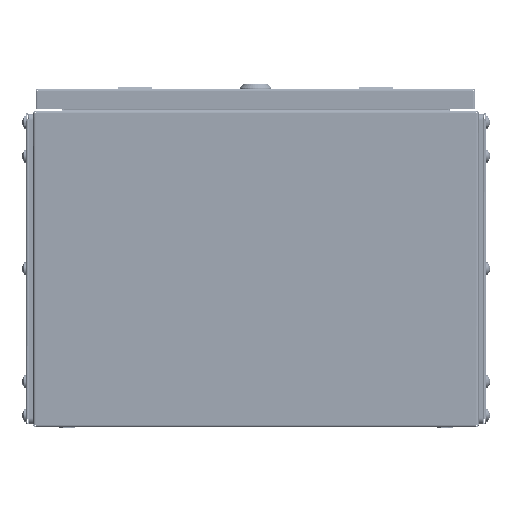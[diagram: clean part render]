
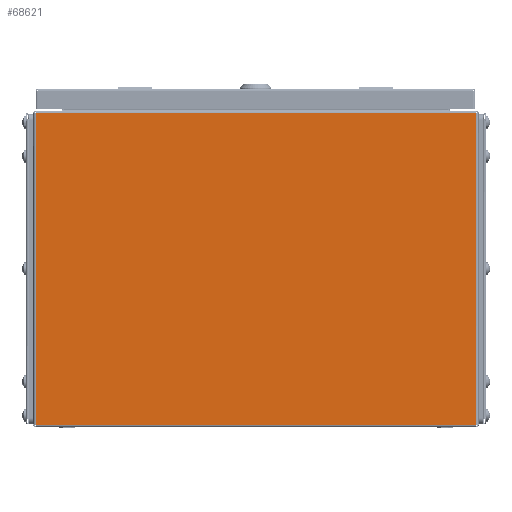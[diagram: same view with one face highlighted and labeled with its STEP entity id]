
A CAD part, left-side view. The second image highlights one B-rep face of the part: STEP entity #68621.
In plain terms, the highlighted planar face has unit normal (-1, 0, 0).
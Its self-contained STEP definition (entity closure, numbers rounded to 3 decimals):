
#2268 = CARTESIAN_POINT ( 'NONE',  ( -250., 195.5, 1. ) ) ;
#4971 = VECTOR ( 'NONE', #60212, 1000. ) ;
#7347 = DIRECTION ( 'NONE',  ( 0., 1., 0. ) ) ;
#7779 = EDGE_CURVE ( 'NONE', #32791, #28505, #18336, .T. ) ;
#8483 = FACE_OUTER_BOUND ( 'NONE', #66002, .T. ) ;
#8932 = PLANE ( 'NONE',  #82842 ) ;
#14829 = CARTESIAN_POINT ( 'NONE',  ( -250., -195.5, 1. ) ) ;
#16472 = ORIENTED_EDGE ( 'NONE', *, *, #70708, .F. ) ;
#17245 = VECTOR ( 'NONE', #75981, 1000. ) ;
#18336 = LINE ( 'NONE', #44970, #4971 ) ;
#21669 = VECTOR ( 'NONE', #7347, 1000. ) ;
#28505 = VERTEX_POINT ( 'NONE', #32107 ) ;
#29063 = ORIENTED_EDGE ( 'NONE', *, *, #72230, .T. ) ;
#31331 = VECTOR ( 'NONE', #59581, 1000. ) ;
#32107 = CARTESIAN_POINT ( 'NONE',  ( -250., -195.5, 277.5 ) ) ;
#32791 = VERTEX_POINT ( 'NONE', #14829 ) ;
#35569 = CARTESIAN_POINT ( 'NONE',  ( -250., 0., 0. ) ) ;
#36832 = VERTEX_POINT ( 'NONE', #60720 ) ;
#44970 = CARTESIAN_POINT ( 'NONE',  ( -250., -195.5, 0. ) ) ;
#49927 = DIRECTION ( 'NONE',  ( 0., 0., -1. ) ) ;
#57558 = EDGE_CURVE ( 'NONE', #28505, #36832, #73677, .T. ) ;
#59581 = DIRECTION ( 'NONE',  ( 0., 0., -1. ) ) ;
#59916 = LINE ( 'NONE', #63328, #17245 ) ;
#60212 = DIRECTION ( 'NONE',  ( 0., 0., 1. ) ) ;
#60720 = CARTESIAN_POINT ( 'NONE',  ( -250., 195.5, 277.5 ) ) ;
#61668 = ORIENTED_EDGE ( 'NONE', *, *, #7779, .T. ) ;
#63328 = CARTESIAN_POINT ( 'NONE',  ( -250., 195.5, 1. ) ) ;
#66002 = EDGE_LOOP ( 'NONE', ( #80877, #29063, #16472, #61668 ) ) ;
#67140 = CARTESIAN_POINT ( 'NONE',  ( -250., -195.5, 277.5 ) ) ;
#67885 = VERTEX_POINT ( 'NONE', #2268 ) ;
#68621 = ADVANCED_FACE ( 'NONE', ( #8483 ), #8932, .F. ) ;
#70010 = DIRECTION ( 'NONE',  ( 1., 0., 0. ) ) ;
#70708 = EDGE_CURVE ( 'NONE', #32791, #67885, #59916, .T. ) ;
#72230 = EDGE_CURVE ( 'NONE', #36832, #67885, #73495, .T. ) ;
#73495 = LINE ( 'NONE', #74780, #31331 ) ;
#73677 = LINE ( 'NONE', #67140, #21669 ) ;
#74780 = CARTESIAN_POINT ( 'NONE',  ( -250., 195.5, 0. ) ) ;
#75981 = DIRECTION ( 'NONE',  ( 0., 1., 0. ) ) ;
#80877 = ORIENTED_EDGE ( 'NONE', *, *, #57558, .T. ) ;
#82842 = AXIS2_PLACEMENT_3D ( 'NONE', #35569, #70010, #49927 ) ;
